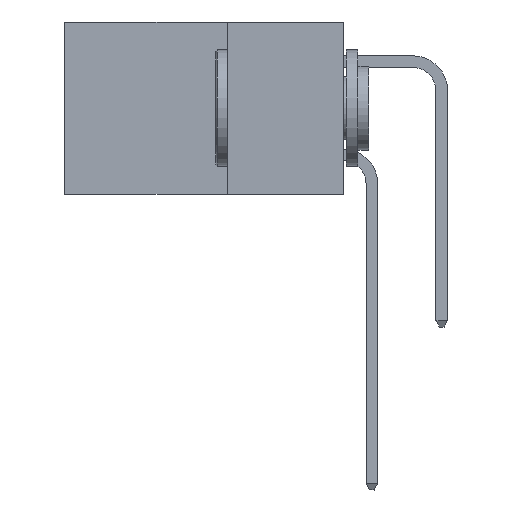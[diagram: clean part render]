
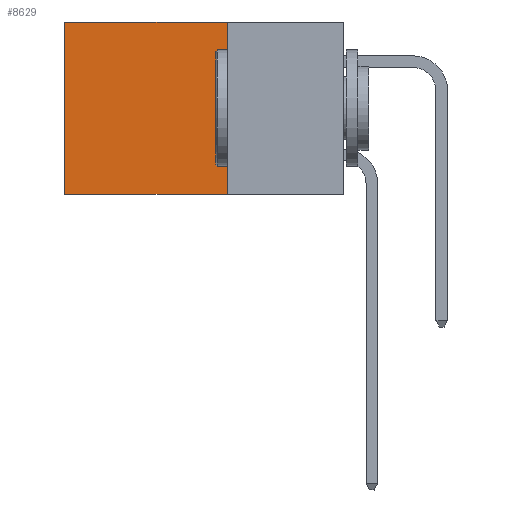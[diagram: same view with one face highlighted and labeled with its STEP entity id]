
A CAD part, left-side view. The second image highlights one B-rep face of the part: STEP entity #8629.
In plain terms, the highlighted planar face has unit normal (-1, 0, 0).
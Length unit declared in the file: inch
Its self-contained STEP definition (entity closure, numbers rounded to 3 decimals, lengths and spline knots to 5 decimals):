
#475 = DIRECTION ( 'NONE',  ( 1., 0., 0. ) ) ;
#937 = CARTESIAN_POINT ( 'NONE',  ( 0.2615, 0.6, -0.37 ) ) ;
#1322 = LINE ( 'NONE', #12101, #9264 ) ;
#1391 = EDGE_CURVE ( 'NONE', #15761, #4601, #1322, .T. ) ;
#3059 = DIRECTION ( 'NONE',  ( 0., 1., 0. ) ) ;
#3118 = VECTOR ( 'NONE', #27532, 39.37008 ) ;
#3383 = VECTOR ( 'NONE', #11344, 39.37008 ) ;
#4228 = CARTESIAN_POINT ( 'NONE',  ( 0.2615, 0.6, 0. ) ) ;
#4601 = VERTEX_POINT ( 'NONE', #4228 ) ;
#6151 = VERTEX_POINT ( 'NONE', #11542 ) ;
#6185 = CARTESIAN_POINT ( 'NONE',  ( 0.2615, 0.25, -0.37 ) ) ;
#7179 = PLANE ( 'NONE',  #19339 ) ;
#8504 = EDGE_CURVE ( 'NONE', #6151, #23647, #17045, .T. ) ;
#8629 = ADVANCED_FACE ( 'NONE', ( #26228 ), #7179, .F. ) ;
#8909 = CARTESIAN_POINT ( 'NONE',  ( 0.2615, 0.25, 0. ) ) ;
#9120 = DIRECTION ( 'NONE',  ( 0., 0., -1. ) ) ;
#9264 = VECTOR ( 'NONE', #3059, 39.37008 ) ;
#11344 = DIRECTION ( 'NONE',  ( 0., 0., -1. ) ) ;
#11542 = CARTESIAN_POINT ( 'NONE',  ( 0.2615, 0.25, -0.37 ) ) ;
#12101 = CARTESIAN_POINT ( 'NONE',  ( 0.2615, 0.25, 0. ) ) ;
#12379 = CARTESIAN_POINT ( 'NONE',  ( 0.2615, 0.6, -0.37 ) ) ;
#13333 = LINE ( 'NONE', #23897, #3383 ) ;
#13534 = CARTESIAN_POINT ( 'NONE',  ( 0.2615, 0.25, -0.37 ) ) ;
#13591 = EDGE_LOOP ( 'NONE', ( #14083, #18483, #19524, #17005 ) ) ;
#14083 = ORIENTED_EDGE ( 'NONE', *, *, #27677, .T. ) ;
#15761 = VERTEX_POINT ( 'NONE', #8909 ) ;
#17005 = ORIENTED_EDGE ( 'NONE', *, *, #1391, .T. ) ;
#17045 = LINE ( 'NONE', #6185, #3118 ) ;
#17620 = LINE ( 'NONE', #937, #21985 ) ;
#18483 = ORIENTED_EDGE ( 'NONE', *, *, #8504, .F. ) ;
#19339 = AXIS2_PLACEMENT_3D ( 'NONE', #13534, #475, #9120 ) ;
#19524 = ORIENTED_EDGE ( 'NONE', *, *, #21373, .F. ) ;
#21373 = EDGE_CURVE ( 'NONE', #15761, #6151, #13333, .T. ) ;
#21985 = VECTOR ( 'NONE', #26250, 39.37008 ) ;
#23647 = VERTEX_POINT ( 'NONE', #12379 ) ;
#23897 = CARTESIAN_POINT ( 'NONE',  ( 0.2615, 0.25, -0.37 ) ) ;
#26228 = FACE_OUTER_BOUND ( 'NONE', #13591, .T. ) ;
#26250 = DIRECTION ( 'NONE',  ( 0., 0., -1. ) ) ;
#27532 = DIRECTION ( 'NONE',  ( 0., 1., 0. ) ) ;
#27677 = EDGE_CURVE ( 'NONE', #4601, #23647, #17620, .T. ) ;
